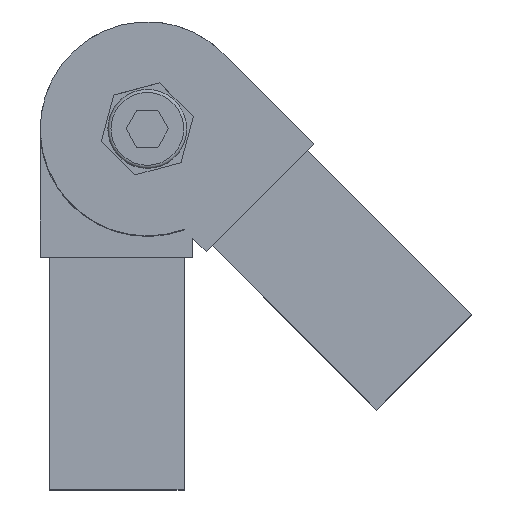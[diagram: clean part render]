
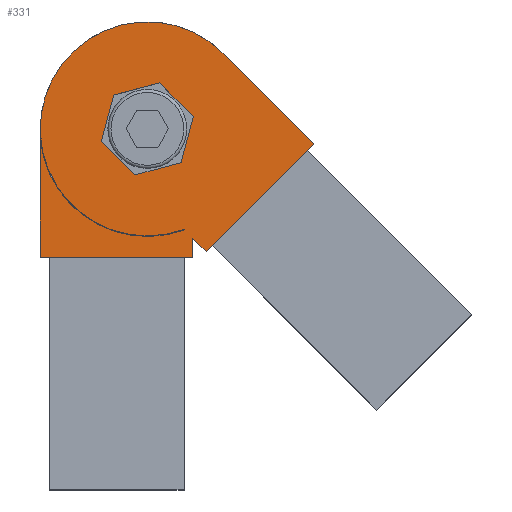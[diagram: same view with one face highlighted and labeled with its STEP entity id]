
A CAD part, top view. The second image highlights one B-rep face of the part: STEP entity #331.
In plain terms, the highlighted planar face has unit normal (0, 0, 1).
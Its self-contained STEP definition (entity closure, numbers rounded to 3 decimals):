
#331 = ADVANCED_FACE( '', ( #679, #680 ), #681, .T. );
#679 = FACE_BOUND( '', #1019, .T. );
#680 = FACE_OUTER_BOUND( '', #1020, .T. );
#681 = PLANE( '', #1021 );
#1019 = EDGE_LOOP( '', ( #1895, #1896, #1897, #1898, #1899, #1900 ) );
#1020 = EDGE_LOOP( '', ( #1901, #1902, #1903, #1904, #1905, #1906, #1907, #1908, #1909 ) );
#1021 = AXIS2_PLACEMENT_3D( '', #1910, #1911, #1912 );
#1895 = ORIENTED_EDGE( '', *, *, #2207, .F. );
#1896 = ORIENTED_EDGE( '', *, *, #2197, .F. );
#1897 = ORIENTED_EDGE( '', *, *, #2017, .F. );
#1898 = ORIENTED_EDGE( '', *, *, #1973, .F. );
#1899 = ORIENTED_EDGE( '', *, *, #2245, .F. );
#1900 = ORIENTED_EDGE( '', *, *, #2161, .F. );
#1901 = ORIENTED_EDGE( '', *, *, #1920, .T. );
#1902 = ORIENTED_EDGE( '', *, *, #2224, .F. );
#1903 = ORIENTED_EDGE( '', *, *, #2242, .T. );
#1904 = ORIENTED_EDGE( '', *, *, #2077, .T. );
#1905 = ORIENTED_EDGE( '', *, *, #2071, .T. );
#1906 = ORIENTED_EDGE( '', *, *, #1929, .T. );
#1907 = ORIENTED_EDGE( '', *, *, #2128, .T. );
#1908 = ORIENTED_EDGE( '', *, *, #1992, .T. );
#1909 = ORIENTED_EDGE( '', *, *, #2220, .T. );
#1910 = CARTESIAN_POINT( '', ( 0., 0., 12.5 ) );
#1911 = DIRECTION( '', ( 0., 0., 1. ) );
#1912 = DIRECTION( '', ( 1., 0., 0. ) );
#1920 = EDGE_CURVE( '', #2268, #2265, #2269, .T. );
#1929 = EDGE_CURVE( '', #2283, #2284, #2285, .T. );
#1973 = EDGE_CURVE( '', #2360, #2361, #2362, .T. );
#1992 = EDGE_CURVE( '', #2384, #2393, #2395, .T. );
#2017 = EDGE_CURVE( '', #2361, #2438, #2439, .T. );
#2071 = EDGE_CURVE( '', #2526, #2283, #2527, .T. );
#2077 = EDGE_CURVE( '', #2535, #2526, #2536, .T. );
#2128 = EDGE_CURVE( '', #2284, #2384, #2609, .T. );
#2161 = EDGE_CURVE( '', #2653, #2654, #2655, .T. );
#2197 = EDGE_CURVE( '', #2438, #2695, #2696, .T. );
#2207 = EDGE_CURVE( '', #2695, #2653, #2706, .T. );
#2220 = EDGE_CURVE( '', #2393, #2268, #2720, .T. );
#2224 = EDGE_CURVE( '', #2723, #2265, #2725, .T. );
#2242 = EDGE_CURVE( '', #2723, #2535, #2744, .T. );
#2245 = EDGE_CURVE( '', #2654, #2360, #2747, .T. );
#2265 = VERTEX_POINT( '', #2771 );
#2268 = VERTEX_POINT( '', #2775 );
#2269 = LINE( '', #2776, #2777 );
#2283 = VERTEX_POINT( '', #2797 );
#2284 = VERTEX_POINT( '', #2798 );
#2285 = LINE( '', #2799, #2800 );
#2360 = VERTEX_POINT( '', #2904 );
#2361 = VERTEX_POINT( '', #2905 );
#2362 = LINE( '', #2906, #2907 );
#2384 = VERTEX_POINT( '', #2937 );
#2393 = VERTEX_POINT( '', #2950 );
#2395 = LINE( '', #2953, #2954 );
#2438 = VERTEX_POINT( '', #3016 );
#2439 = LINE( '', #3017, #3018 );
#2526 = VERTEX_POINT( '', #3145 );
#2527 = LINE( '', #3146, #3147 );
#2535 = VERTEX_POINT( '', #3159 );
#2536 = LINE( '', #3160, #3161 );
#2609 = LINE( '', #3269, #3270 );
#2653 = VERTEX_POINT( '', #3330 );
#2654 = VERTEX_POINT( '', #3331 );
#2655 = LINE( '', #3332, #3333 );
#2695 = VERTEX_POINT( '', #3395 );
#2696 = LINE( '', #3396, #3397 );
#2706 = LINE( '', #3412, #3413 );
#2720 = CIRCLE( '', #3432, 17.5 );
#2723 = VERTEX_POINT( '', #3435 );
#2725 = CIRCLE( '', #3438, 17.6 );
#2744 = LINE( '', #3461, #3462 );
#2747 = LINE( '', #3465, #3466 );
#2771 = CARTESIAN_POINT( '', ( 6.059, -16.524, 12.5 ) );
#2775 = CARTESIAN_POINT( '', ( 5.981, -16.446, 12.5 ) );
#2776 = CARTESIAN_POINT( '', ( 5.981, -16.446, 12.5 ) );
#2777 = VECTOR( '', #3481, 1000. );
#2797 = CARTESIAN_POINT( '', ( 7.4, -17.865, 12.5 ) );
#2798 = CARTESIAN_POINT( '', ( 9.617, -20.082, 12.5 ) );
#2799 = CARTESIAN_POINT( '', ( 5.981, -16.446, 12.5 ) );
#2800 = VECTOR( '', #3488, 1000. );
#2904 = CARTESIAN_POINT( '', ( 7.529, 2.017, 12.5 ) );
#2905 = CARTESIAN_POINT( '', ( 2.017, 7.529, 12.5 ) );
#2906 = CARTESIAN_POINT( '', ( 7.529, 2.017, 12.5 ) );
#2907 = VECTOR( '', #3533, 1000. );
#2937 = CARTESIAN_POINT( '', ( 27.224, -2.475, 12.5 ) );
#2950 = CARTESIAN_POINT( '', ( 12.374, 12.374, 12.5 ) );
#2953 = CARTESIAN_POINT( '', ( 27.224, -2.475, 12.5 ) );
#2954 = VECTOR( '', #3553, 1000. );
#3016 = CARTESIAN_POINT( '', ( -5.511, 5.511, 12.5 ) );
#3017 = CARTESIAN_POINT( '', ( 2.017, 7.529, 12.5 ) );
#3018 = VECTOR( '', #3573, 1000. );
#3145 = CARTESIAN_POINT( '', ( 7.4, -21., 12.5 ) );
#3146 = CARTESIAN_POINT( '', ( 7.4, -21., 12.5 ) );
#3147 = VECTOR( '', #3617, 1000. );
#3159 = CARTESIAN_POINT( '', ( -17.5, -21., 12.5 ) );
#3160 = CARTESIAN_POINT( '', ( -17.5, -21., 12.5 ) );
#3161 = VECTOR( '', #3622, 1000. );
#3269 = CARTESIAN_POINT( '', ( 9.617, -20.082, 12.5 ) );
#3270 = VECTOR( '', #3664, 1000. );
#3330 = CARTESIAN_POINT( '', ( -2.017, -7.529, 12.5 ) );
#3331 = CARTESIAN_POINT( '', ( 5.511, -5.511, 12.5 ) );
#3332 = CARTESIAN_POINT( '', ( -2.017, -7.529, 12.5 ) );
#3333 = VECTOR( '', #3696, 1000. );
#3395 = CARTESIAN_POINT( '', ( -7.529, -2.017, 12.5 ) );
#3396 = CARTESIAN_POINT( '', ( -5.511, 5.511, 12.5 ) );
#3397 = VECTOR( '', #3725, 1000. );
#3412 = CARTESIAN_POINT( '', ( -7.529, -2.017, 12.5 ) );
#3413 = VECTOR( '', #3731, 1000. );
#3432 = AXIS2_PLACEMENT_3D( '', #3740, #3741, #3742 );
#3435 = CARTESIAN_POINT( '', ( -17.5, -1.873, 12.5 ) );
#3438 = AXIS2_PLACEMENT_3D( '', #3747, #3748, #3749 );
#3461 = CARTESIAN_POINT( '', ( -17.5, 0., 12.5 ) );
#3462 = VECTOR( '', #3757, 1000. );
#3465 = CARTESIAN_POINT( '', ( 5.511, -5.511, 12.5 ) );
#3466 = VECTOR( '', #3758, 1000. );
#3481 = DIRECTION( '', ( 0.707, -0.707, 0. ) );
#3488 = DIRECTION( '', ( 0.707, -0.707, 0. ) );
#3533 = DIRECTION( '', ( -0.707, 0.707, 0. ) );
#3553 = DIRECTION( '', ( -0.707, 0.707, 0. ) );
#3573 = DIRECTION( '', ( -0.966, -0.259, 0. ) );
#3617 = DIRECTION( '', ( 0., 1., 0. ) );
#3622 = DIRECTION( '', ( 1., 0., 0. ) );
#3664 = DIRECTION( '', ( 0.707, 0.707, 0. ) );
#3696 = DIRECTION( '', ( 0.966, 0.259, 0. ) );
#3725 = DIRECTION( '', ( -0.259, -0.966, 0. ) );
#3731 = DIRECTION( '', ( 0.707, -0.707, 0. ) );
#3740 = CARTESIAN_POINT( '', ( 0., 0., 12.5 ) );
#3741 = DIRECTION( '', ( 0., 0., 1. ) );
#3742 = DIRECTION( '', ( 0.707, 0.707, 0. ) );
#3747 = CARTESIAN_POINT( '', ( 0., 0., 12.5 ) );
#3748 = DIRECTION( '', ( 0., 0., 1. ) );
#3749 = DIRECTION( '', ( 1., 0., 0. ) );
#3757 = DIRECTION( '', ( 0., -1., 0. ) );
#3758 = DIRECTION( '', ( 0.259, 0.966, 0. ) );
